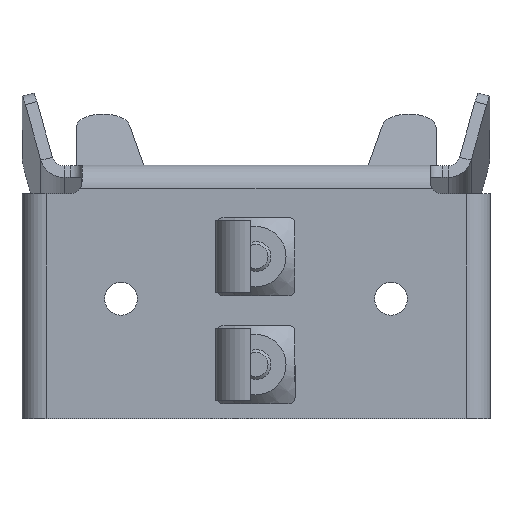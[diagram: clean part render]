
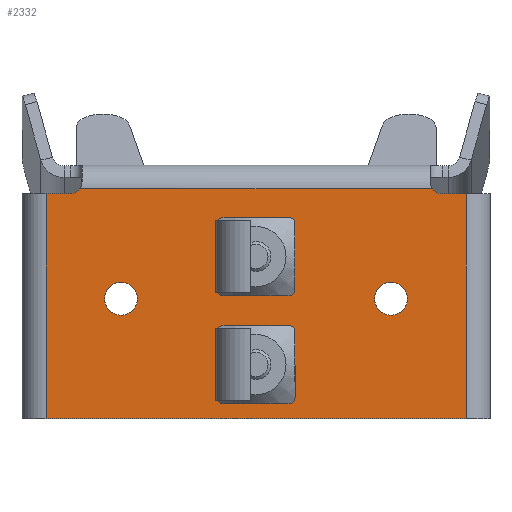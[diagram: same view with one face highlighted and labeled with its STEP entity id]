
A CAD part, top view. The second image highlights one B-rep face of the part: STEP entity #2332.
In plain terms, the highlighted planar face has unit normal (0, 0, 1).
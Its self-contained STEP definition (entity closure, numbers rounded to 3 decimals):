
#59=FACE_BOUND('',#393,.T.);
#60=FACE_BOUND('',#394,.T.);
#61=FACE_BOUND('',#395,.T.);
#62=FACE_BOUND('',#396,.T.);
#152=PLANE('',#2596);
#255=FACE_OUTER_BOUND('',#392,.T.);
#392=EDGE_LOOP('',(#1829,#1830,#1831,#1832,#1833,#1834,#1835,#1836));
#393=EDGE_LOOP('',(#1837));
#394=EDGE_LOOP('',(#1838));
#395=EDGE_LOOP('',(#1839));
#396=EDGE_LOOP('',(#1840));
#551=LINE('',#3775,#759);
#584=LINE('',#3863,#792);
#586=LINE('',#3868,#794);
#587=LINE('',#3870,#795);
#588=LINE('',#3872,#796);
#589=LINE('',#3873,#797);
#759=VECTOR('',#2927,10.);
#792=VECTOR('',#3040,10.);
#794=VECTOR('',#3046,10.);
#795=VECTOR('',#3047,10.);
#796=VECTOR('',#3048,10.);
#797=VECTOR('',#3049,10.);
#924=CIRCLE('',#2546,2.);
#925=CIRCLE('',#2550,2.);
#941=CIRCLE('',#2597,2.75);
#942=CIRCLE('',#2598,2.75);
#943=CIRCLE('',#2599,2.75);
#944=CIRCLE('',#2600,2.75);
#1053=VERTEX_POINT('',#3697);
#1054=VERTEX_POINT('',#3699);
#1061=VERTEX_POINT('',#3745);
#1062=VERTEX_POINT('',#3752);
#1066=VERTEX_POINT('',#3773);
#1082=VERTEX_POINT('',#3867);
#1083=VERTEX_POINT('',#3869);
#1084=VERTEX_POINT('',#3871);
#1085=VERTEX_POINT('',#3874);
#1086=VERTEX_POINT('',#3876);
#1087=VERTEX_POINT('',#3878);
#1088=VERTEX_POINT('',#3880);
#1287=EDGE_CURVE('',#1053,#1054,#924,.T.);
#1296=EDGE_CURVE('',#1062,#1061,#925,.F.);
#1303=EDGE_CURVE('',#1053,#1066,#551,.T.);
#1349=EDGE_CURVE('',#1054,#1061,#584,.F.);
#1351=EDGE_CURVE('',#1066,#1082,#586,.T.);
#1352=EDGE_CURVE('',#1083,#1082,#587,.T.);
#1353=EDGE_CURVE('',#1083,#1084,#588,.T.);
#1354=EDGE_CURVE('',#1084,#1062,#589,.T.);
#1355=EDGE_CURVE('',#1085,#1085,#941,.T.);
#1356=EDGE_CURVE('',#1086,#1086,#942,.T.);
#1357=EDGE_CURVE('',#1087,#1087,#943,.T.);
#1358=EDGE_CURVE('',#1088,#1088,#944,.T.);
#1829=ORIENTED_EDGE('',*,*,#1349,.F.);
#1830=ORIENTED_EDGE('',*,*,#1287,.F.);
#1831=ORIENTED_EDGE('',*,*,#1303,.T.);
#1832=ORIENTED_EDGE('',*,*,#1351,.T.);
#1833=ORIENTED_EDGE('',*,*,#1352,.F.);
#1834=ORIENTED_EDGE('',*,*,#1353,.T.);
#1835=ORIENTED_EDGE('',*,*,#1354,.T.);
#1836=ORIENTED_EDGE('',*,*,#1296,.T.);
#1837=ORIENTED_EDGE('',*,*,#1355,.T.);
#1838=ORIENTED_EDGE('',*,*,#1356,.T.);
#1839=ORIENTED_EDGE('',*,*,#1357,.T.);
#1840=ORIENTED_EDGE('',*,*,#1358,.T.);
#2332=ADVANCED_FACE('',(#255,#59,#60,#61,#62),#152,.T.);
#2546=AXIS2_PLACEMENT_3D('',#3700,#2903,#2904);
#2550=AXIS2_PLACEMENT_3D('',#3753,#2914,#2915);
#2596=AXIS2_PLACEMENT_3D('',#3866,#3044,#3045);
#2597=AXIS2_PLACEMENT_3D('',#3875,#3050,#3051);
#2598=AXIS2_PLACEMENT_3D('',#3877,#3052,#3053);
#2599=AXIS2_PLACEMENT_3D('',#3879,#3054,#3055);
#2600=AXIS2_PLACEMENT_3D('',#3881,#3056,#3057);
#2903=DIRECTION('center_axis',(0.,0.,1.));
#2904=DIRECTION('ref_axis',(0.,-1.,0.));
#2914=DIRECTION('center_axis',(0.,0.,1.));
#2915=DIRECTION('ref_axis',(-1.,0.,0.));
#2927=DIRECTION('',(-1.,0.,0.));
#3040=DIRECTION('',(-1.,0.,0.));
#3044=DIRECTION('center_axis',(0.,0.,1.));
#3045=DIRECTION('ref_axis',(1.,0.,0.));
#3046=DIRECTION('',(0.,-1.,0.));
#3047=DIRECTION('',(-1.,0.,0.));
#3048=DIRECTION('',(0.,1.,0.));
#3049=DIRECTION('',(-1.,0.,0.));
#3050=DIRECTION('center_axis',(0.,0.,-1.));
#3051=DIRECTION('ref_axis',(1.,0.,0.));
#3052=DIRECTION('center_axis',(0.,0.,-1.));
#3053=DIRECTION('ref_axis',(1.,0.,0.));
#3054=DIRECTION('center_axis',(0.,0.,-1.));
#3055=DIRECTION('ref_axis',(1.,0.,0.));
#3056=DIRECTION('center_axis',(0.,0.,-1.));
#3057=DIRECTION('ref_axis',(1.,0.,0.));
#3697=CARTESIAN_POINT('',(-31.,15.75,2.));
#3699=CARTESIAN_POINT('',(-29.41,16.537,2.));
#3700=CARTESIAN_POINT('Origin',(-31.,17.75,2.));
#3745=CARTESIAN_POINT('',(29.41,16.537,2.));
#3752=CARTESIAN_POINT('',(31.,15.75,2.));
#3753=CARTESIAN_POINT('Origin',(31.,17.75,2.));
#3773=CARTESIAN_POINT('',(-35.,15.75,2.));
#3775=CARTESIAN_POINT('',(-14.5,15.75,2.));
#3863=CARTESIAN_POINT('',(0.,16.537,2.));
#3866=CARTESIAN_POINT('Origin',(0.,0.,2.));
#3867=CARTESIAN_POINT('',(-35.,-21.75,2.));
#3868=CARTESIAN_POINT('',(-35.,7.875,2.));
#3869=CARTESIAN_POINT('',(35.,-21.75,2.));
#3870=CARTESIAN_POINT('',(39.,-21.75,2.));
#3871=CARTESIAN_POINT('',(35.,15.75,2.));
#3872=CARTESIAN_POINT('',(35.,-10.875,2.));
#3873=CARTESIAN_POINT('',(19.5,15.75,2.));
#3874=CARTESIAN_POINT('',(19.75,-1.75,2.));
#3875=CARTESIAN_POINT('Origin',(22.5,-1.75,2.));
#3876=CARTESIAN_POINT('',(-2.75,5.25,2.));
#3877=CARTESIAN_POINT('Origin',(0.,5.25,2.));
#3878=CARTESIAN_POINT('',(-2.75,-12.75,2.));
#3879=CARTESIAN_POINT('Origin',(0.,-12.75,2.));
#3880=CARTESIAN_POINT('',(-25.25,-1.75,2.));
#3881=CARTESIAN_POINT('Origin',(-22.5,-1.75,2.));
